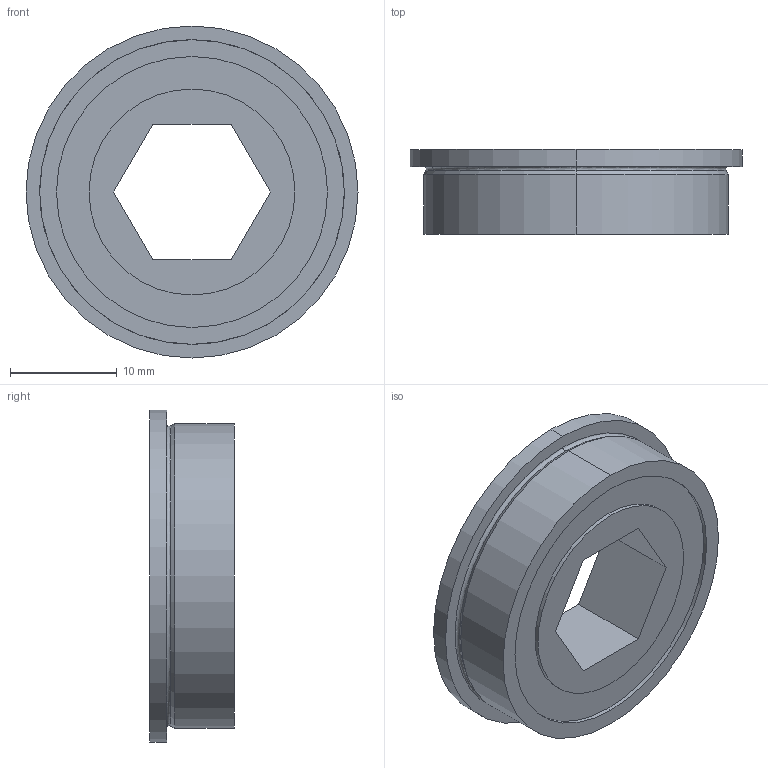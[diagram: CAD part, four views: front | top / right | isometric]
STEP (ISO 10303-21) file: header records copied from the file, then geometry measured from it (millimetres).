
FILE_DESCRIPTION (( 'STEP AP214' ), '1' );
FILE_NAME ('WCP-0783 Rev1.step', '2022-11-28T21:16:28', ( '' ), ( '' ), 'SwSTEP 2.0', 'SolidWorks 2020', '' );
FILE_SCHEMA (( 'AUTOMOTIVE_DESIGN' ));
Length unit declared in the file: inch
Products named in the file (1): WCP-0783 Rev1
Bounding box: 31.11 x 7.94 x 31.11 mm (x, y, z)
Volume: 3985.9 mm3; surface area: 2440.2 mm2
Topology: 1 solids, 1 shells, 29 faces, 62 edges, 40 vertices
Faces by surface type: plane 13, cylinder 12, bspline 2, cone 2
Entity records: 1069 total; most frequent: CARTESIAN_POINT 364, DIRECTION 144, ORIENTED_EDGE 124, EDGE_CURVE 62, AXIS2_PLACEMENT_3D 56, VERTEX_POINT 40, EDGE_LOOP 36, LINE 32
